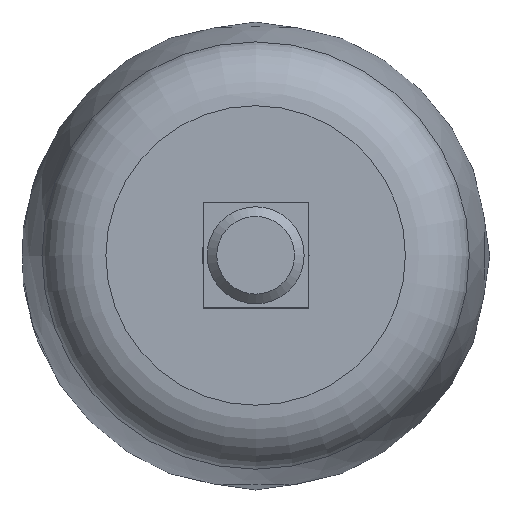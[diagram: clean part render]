
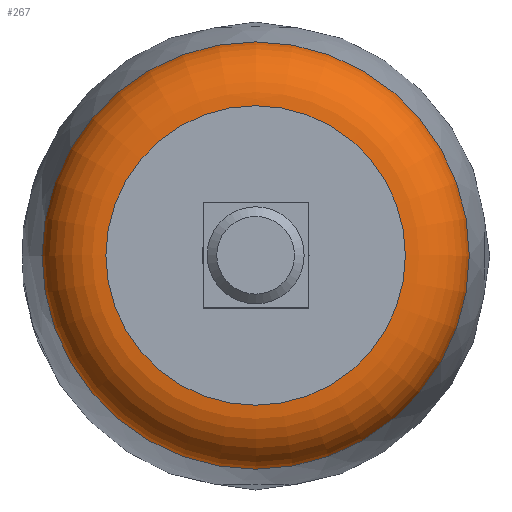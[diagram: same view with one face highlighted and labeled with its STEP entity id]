
A CAD part, top view. The second image highlights one B-rep face of the part: STEP entity #267.
In plain terms, the highlighted toroidal (fillet/blend) face has major radius 4.628 mm and minor radius 2 mm.
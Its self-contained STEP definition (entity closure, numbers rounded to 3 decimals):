
#52=TOROIDAL_SURFACE('',#301,4.628,2.);
#76=FACE_BOUND('',#119,.T.);
#93=FACE_OUTER_BOUND('',#118,.T.);
#118=EDGE_LOOP('',(#216));
#119=EDGE_LOOP('',(#217,#218));
#135=CIRCLE('',#290,6.602);
#136=CIRCLE('',#291,6.602);
#138=CIRCLE('',#294,4.628);
#150=VERTEX_POINT('',#452);
#151=VERTEX_POINT('',#456);
#152=VERTEX_POINT('',#461);
#172=EDGE_CURVE('',#151,#150,#135,.T.);
#173=EDGE_CURVE('',#150,#151,#136,.T.);
#175=EDGE_CURVE('',#152,#152,#138,.T.);
#216=ORIENTED_EDGE('',*,*,#175,.F.);
#217=ORIENTED_EDGE('',*,*,#172,.T.);
#218=ORIENTED_EDGE('',*,*,#173,.T.);
#267=ADVANCED_FACE('',(#93,#76),#52,.T.);
#290=AXIS2_PLACEMENT_3D('',#457,#341,#342);
#291=AXIS2_PLACEMENT_3D('',#458,#343,#344);
#294=AXIS2_PLACEMENT_3D('',#462,#349,#350);
#301=AXIS2_PLACEMENT_3D('',#472,#363,#364);
#341=DIRECTION('center_axis',(-1.,0.,0.));
#342=DIRECTION('ref_axis',(0.,1.,0.));
#343=DIRECTION('center_axis',(-1.,0.,0.));
#344=DIRECTION('ref_axis',(0.,1.,0.));
#349=DIRECTION('center_axis',(-1.,0.,0.));
#350=DIRECTION('ref_axis',(0.,1.,0.));
#363=DIRECTION('center_axis',(-1.,0.,0.));
#364=DIRECTION('ref_axis',(0.,0.,1.));
#452=CARTESIAN_POINT('',(-7.819,0.,-6.602));
#456=CARTESIAN_POINT('',(-7.819,-6.602,0.));
#457=CARTESIAN_POINT('Origin',(-7.819,0.,0.));
#458=CARTESIAN_POINT('Origin',(-7.819,0.,0.));
#461=CARTESIAN_POINT('',(-9.5,4.628,0.));
#462=CARTESIAN_POINT('Origin',(-9.5,0.,0.));
#472=CARTESIAN_POINT('Origin',(-7.5,0.,0.));
